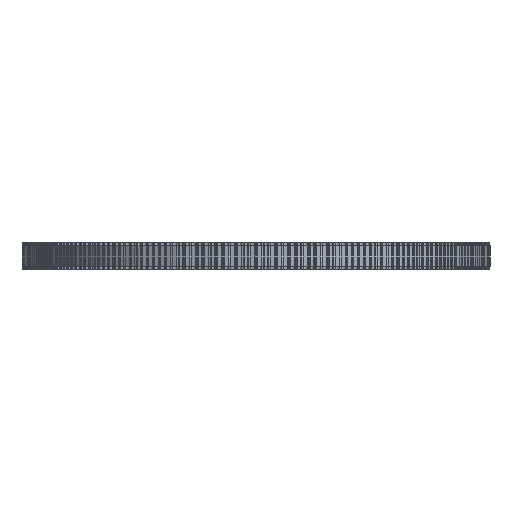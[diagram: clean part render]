
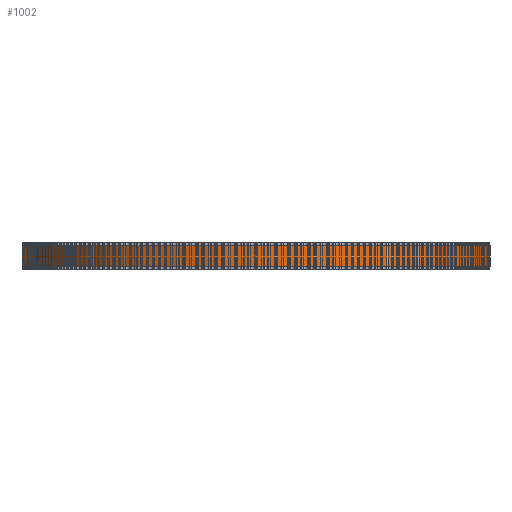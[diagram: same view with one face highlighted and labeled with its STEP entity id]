
A CAD part, front view. The second image highlights one B-rep face of the part: STEP entity #1002.
In plain terms, the highlighted cylindrical face has radius 70.028 mm (diameter 140.056 mm), a full revolution.
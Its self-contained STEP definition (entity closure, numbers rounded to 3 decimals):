
#97=FACE_BOUND('',#3648,.T.);
#98=FACE_BOUND('',#3649,.T.);
#1002=ADVANCED_FACE('',(#97,#98),#1883,.T.);
#1883=CYLINDRICAL_SURFACE('',#19503,70.028);
#3648=EDGE_LOOP('',(#10690));
#3649=EDGE_LOOP('',(#10691));
#10690=ORIENTED_EDGE('',*,*,#15094,.T.);
#10691=ORIENTED_EDGE('',*,*,#15095,.T.);
#12452=VERTEX_POINT('',#30960);
#12453=VERTEX_POINT('',#30962);
#15094=EDGE_CURVE('',#12452,#12452,#16856,.T.);
#15095=EDGE_CURVE('',#12453,#12453,#16857,.T.);
#16856=CIRCLE('',#19501,70.028);
#16857=CIRCLE('',#19502,70.028);
#19501=AXIS2_PLACEMENT_3D('',#30959,#25670,#25671);
#19502=AXIS2_PLACEMENT_3D('',#30961,#25672,#25673);
#19503=AXIS2_PLACEMENT_3D('',#30963,#25674,#25675);
#25670=DIRECTION('',(0.,0.,1.));
#25671=DIRECTION('',(1.,0.,0.));
#25672=DIRECTION('',(0.,0.,-1.));
#25673=DIRECTION('',(1.,0.,0.));
#25674=DIRECTION('',(0.,0.,1.));
#25675=DIRECTION('',(1.,0.,0.));
#30959=CARTESIAN_POINT('',(0.,0.,1.));
#30960=CARTESIAN_POINT('',(70.028,0.,1.));
#30961=CARTESIAN_POINT('',(0.,0.,7.));
#30962=CARTESIAN_POINT('',(70.028,0.,7.));
#30963=CARTESIAN_POINT('',(0.,0.,1.));
